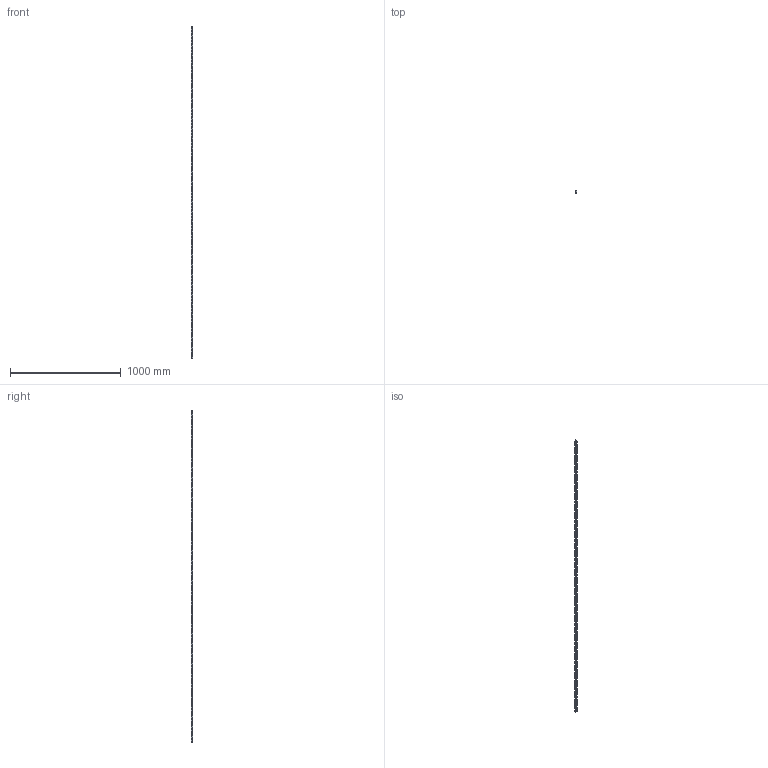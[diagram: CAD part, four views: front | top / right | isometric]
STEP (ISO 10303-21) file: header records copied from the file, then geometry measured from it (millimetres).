
FILE_DESCRIPTION (( 'STEP AP203' ), '1' );
FILE_NAME ('6003.step', '2022-04-28T09:33:11', ( '' ), ( '' ), 'SwSTEP 2.0', 'SolidWorks 2018', '' );
FILE_SCHEMA (( 'CONFIG_CONTROL_DESIGN' ));
Length unit declared in the file: millimetre
Products named in the file (1): 6003
Bounding box: 14 x 14 x 3000 mm (x, y, z)
Volume: 542041.9 mm3; surface area: 159309.8 mm2
Topology: 1 solids, 1 shells, 1405 faces, 4055 edges, 2471 vertices
Faces by surface type: plane 488, cylinder 406, torus 402, bspline 109
Entity records: 60229 total; most frequent: CARTESIAN_POINT 26806, ORIENTED_EDGE 7710, DIRECTION 6271, EDGE_CURVE 3855, AXIS2_PLACEMENT_3D 2545, VERTEX_POINT 2471, EDGE_LOOP 1424, ADVANCED_FACE 1405
